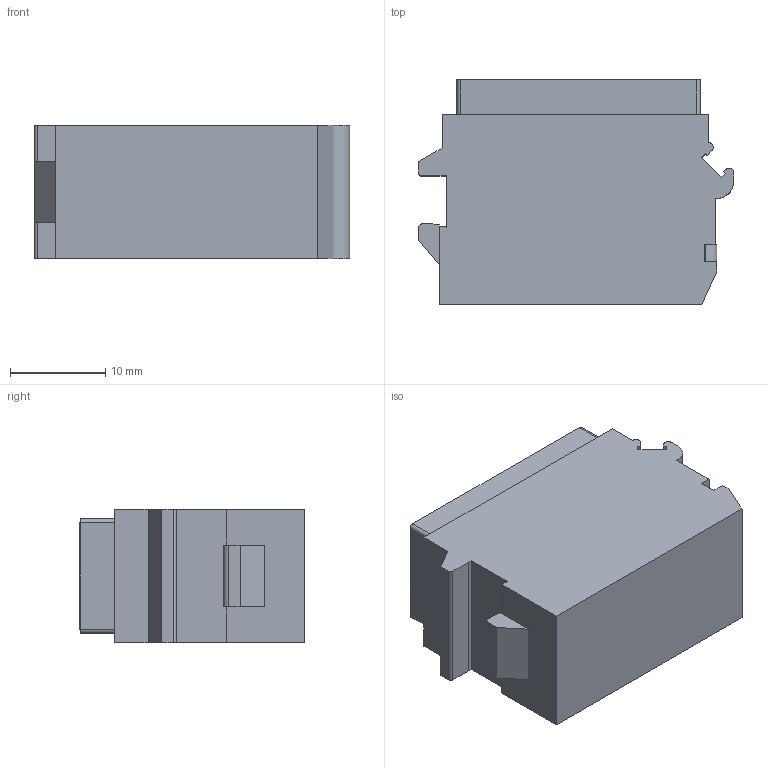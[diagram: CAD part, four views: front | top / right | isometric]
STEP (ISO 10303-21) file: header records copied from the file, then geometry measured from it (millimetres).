
FILE_DESCRIPTION((''),'2;1');
FILE_NAME('00175540302','2020-07-06T',('presta_be4'),(''),'CREO PARAMETRIC BY PTC INC, 2018360','CREO PARAMETRIC BY PTC INC, 2018360','');
FILE_SCHEMA(('CONFIG_CONTROL_DESIGN'));
Products named in the file (1): 00175540302
Bounding box: 33.15 x 23.65 x 14 mm (x, y, z)
Volume: 6599.5 mm3; surface area: 10442.3 mm2
Topology: 1 solids, 1 shells, 1486 faces, 4080 edges, 2581 vertices
Faces by surface type: plane 756, cylinder 242, torus 224, cone 184, bspline 80
Entity records: 57969 total; most frequent: CARTESIAN_POINT 20891, ORIENTED_EDGE 8128, DIRECTION 7503, EDGE_CURVE 4064, AXIS2_PLACEMENT_3D 2809, VERTEX_POINT 2581, VECTOR 1885, LINE 1885
